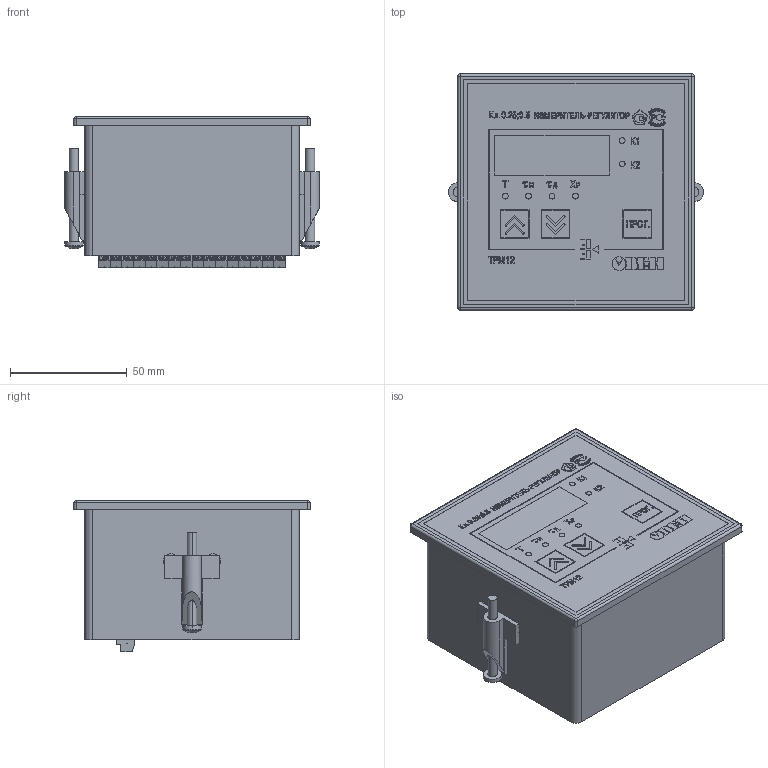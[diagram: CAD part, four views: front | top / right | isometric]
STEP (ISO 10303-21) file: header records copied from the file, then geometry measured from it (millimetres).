
FILE_DESCRIPTION (( 'STEP AP214' ), '1' );
FILE_NAME ('3D Ìîäåëü ÒÐÌ12-Ù1.Ó.Õ.STEP', '2015-08-03T10:30:38', ( '' ), ( '' ), 'SwSTEP 2.0', 'SolidWorks 2013', '' );
FILE_SCHEMA (( 'AUTOMOTIVE_DESIGN' ));
Length unit declared in the file: millimetre
Products named in the file (7): Óïëîòíèòåëü Ù1; Êîðïóñ Ù1 (îäíîðÿä); 3D Ìîäåëü ÒÐÌ12-Ù1.Ó.Õ; Ïàíåëü ëèöåâàÿ ÒÐÌ12-Ù1; Êëåììà íèçêàÿ_11õ8õ5ìì; pan cross head_am_B18.6.7M - M4 x 0.7 x 40 Type I Cross Recessed PHMS --40N; 栺闀闉 睯艜鍒鍣
Assembly tree (23 placements, depth 2):
  3D Ìîäåëü ÒÐÌ12-Ù1.Ó.Õ
    Êîðïóñ Ù1 (îäíîðÿä)
    Óïëîòíèòåëü Ù1
    栺闀闉 睯艜鍒鍣  x2
    pan cross head_am_B18.6.7M - M4 x 0.7 x 40 Type I Cross Recessed PHMS --40N  x2
    Êëåììà íèçêàÿ_11õ8õ5ìì  x16
    Ïàíåëü ëèöåâàÿ ÒÐÌ12-Ù1
Bounding box: 109 x 101 x 64.7 mm (x, y, z)
Volume: 511975.9 mm3; surface area: 79105.8 mm2
Topology: 23 solids, 23 shells, 2090 faces, 5363 edges, 3538 vertices
Faces by surface type: plane 1538, bspline 358, cylinder 182, sphere 8, torus 4
Entity records: 59484 total; most frequent: CARTESIAN_POINT 12247, ORIENTED_EDGE 7356, DIRECTION 5244, EDGE_CURVE 3678, LINE 2830, VECTOR 2830, VERTEX_POINT 2442, EDGE_LOOP 1576
